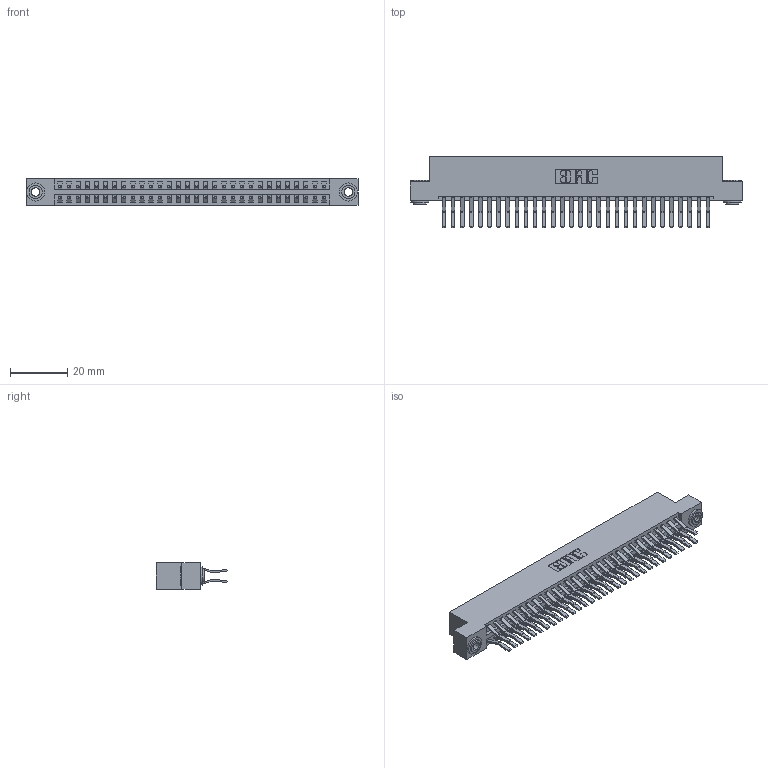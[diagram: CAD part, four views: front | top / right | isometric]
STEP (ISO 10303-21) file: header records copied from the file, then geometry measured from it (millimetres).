
FILE_DESCRIPTION (( 'STEP AP203' ), '1' );
FILE_NAME ('346-060-560-203.STEP', '2022-05-24T12:59:23', ( '' ), ( '' ), 'SwSTEP 2.0', 'SolidWorks 2020', '' );
FILE_SCHEMA (( 'CONFIG_CONTROL_DESIGN' ));
Length unit declared in the file: inch
Products named in the file (4): 346 Part_Flush Mounting Lugs - 0.156 Dia-TH; 345-250-002_345-250-002-102; 346-060-560-203; 345-292-001_560 Tail
Assembly tree (63 placements, depth 2):
  346-060-560-203
    346 Part_Flush Mounting Lugs - 0.156 Dia-TH
    345-292-001_560 Tail  x60
    345-250-002_345-250-002-102  x2
Bounding box: 115.82 x 24.78 x 9.4 mm (x, y, z)
Volume: 11595.7 mm3; surface area: 17048.4 mm2
Topology: 63 solids, 63 shells, 3414 faces, 10101 edges, 6650 vertices
Faces by surface type: plane 2200, cylinder 1206, cone 8
Entity records: 22348 total; most frequent: CARTESIAN_POINT 3681, ORIENTED_EDGE 3606, DIRECTION 3329, EDGE_CURVE 1803, LINE 1523, VECTOR 1523, VERTEX_POINT 1198, AXIS2_PLACEMENT_3D 903
